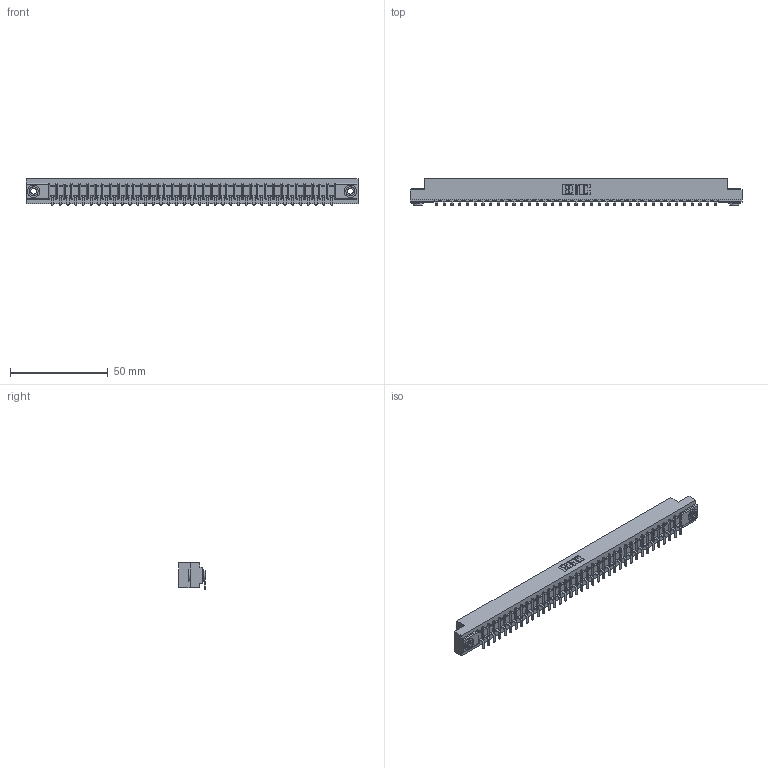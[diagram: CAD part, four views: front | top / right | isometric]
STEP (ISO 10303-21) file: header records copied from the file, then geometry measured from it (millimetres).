
FILE_DESCRIPTION (( 'STEP AP203' ), '1' );
FILE_NAME ('307-037-553-103.STEP', '2018-08-05T10:13:17', ( '' ), ( '' ), 'SwSTEP 2.0', 'SolidWorks 2016', '' );
FILE_SCHEMA (( 'CONFIG_CONTROL_DESIGN' ));
Length unit declared in the file: inch
Products named in the file (4): 307 Part_.156 Dia Mounting Holes; 307-290-002_553; 345-250-002_345-250-002-102; 307-037-553-103
Assembly tree (40 placements, depth 2):
  307-037-553-103
    307 Part_.156 Dia Mounting Holes
    307-290-002_553  x37
    345-250-002_345-250-002-102  x2
Bounding box: 169.62 x 13.36 x 13.5 mm (x, y, z)
Volume: 18115.5 mm3; surface area: 22911.2 mm2
Topology: 40 solids, 40 shells, 3094 faces, 9463 edges, 6202 vertices
Faces by surface type: plane 1833, cylinder 1177, sphere 76, cone 8
Entity records: 34255 total; most frequent: CARTESIAN_POINT 5757, ORIENTED_EDGE 5738, DIRECTION 5611, EDGE_CURVE 2869, VECTOR 2187, LINE 2187, VERTEX_POINT 1858, AXIS2_PLACEMENT_3D 1712
